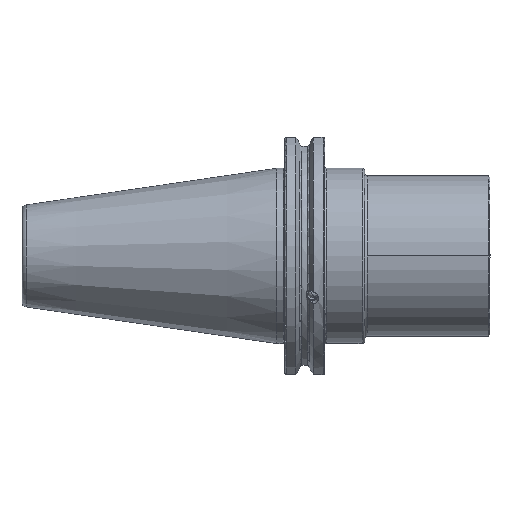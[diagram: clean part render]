
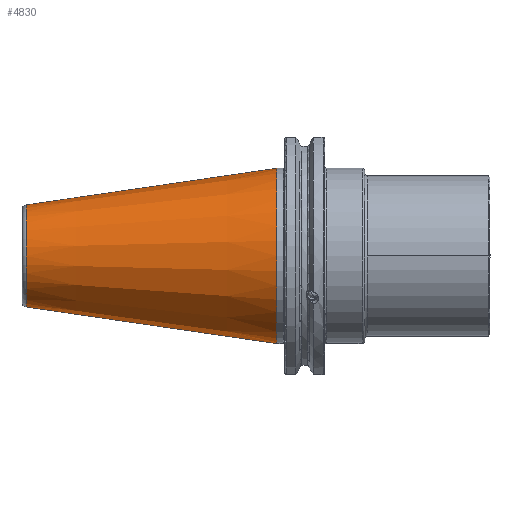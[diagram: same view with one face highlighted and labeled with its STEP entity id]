
A CAD part, front view. The second image highlights one B-rep face of the part: STEP entity #4830.
In plain terms, the highlighted conical face has half-angle 8.297 degrees and reference radius 34.925 mm.
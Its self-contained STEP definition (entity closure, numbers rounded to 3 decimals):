
#473 = CARTESIAN_POINT ( 'NONE',  ( 0., 0., -34.925 ) ) ;
#684 = DIRECTION ( 'NONE',  ( 1., 0., 0. ) ) ;
#702 = CIRCLE ( 'NONE', #5168, 34.925 ) ;
#1072 = CARTESIAN_POINT ( 'NONE',  ( -99.889, 0., 0. ) ) ;
#1367 = CARTESIAN_POINT ( 'NONE',  ( 0., 0., 34.925 ) ) ;
#1873 = LINE ( 'NONE', #3006, #6941 ) ;
#2072 = CARTESIAN_POINT ( 'NONE',  ( 0., 0., 0. ) ) ;
#2157 = CARTESIAN_POINT ( 'NONE',  ( 0., 0., 34.925 ) ) ;
#2178 = ORIENTED_EDGE ( 'NONE', *, *, #6724, .F. ) ;
#2283 = DIRECTION ( 'NONE',  ( 0.99, 0., 0.144 ) ) ;
#2382 = VERTEX_POINT ( 'NONE', #473 ) ;
#2596 = ORIENTED_EDGE ( 'NONE', *, *, #2923, .T. ) ;
#2801 = CARTESIAN_POINT ( 'NONE',  ( -99.889, 0., 20.358 ) ) ;
#2923 = EDGE_CURVE ( 'NONE', #2382, #7087, #702, .T. ) ;
#2957 = LINE ( 'NONE', #2157, #3608 ) ;
#2983 = VERTEX_POINT ( 'NONE', #2801 ) ;
#3006 = CARTESIAN_POINT ( 'NONE',  ( 0., 0., -34.925 ) ) ;
#3213 = DIRECTION ( 'NONE',  ( 0., 0., -1. ) ) ;
#3569 = CARTESIAN_POINT ( 'NONE',  ( -99.889, 0., -20.358 ) ) ;
#3600 = DIRECTION ( 'NONE',  ( 0.99, 0., -0.144 ) ) ;
#3608 = VECTOR ( 'NONE', #2283, 1000. ) ;
#3857 = FACE_OUTER_BOUND ( 'NONE', #6343, .T. ) ;
#4177 = CIRCLE ( 'NONE', #5676, 20.358 ) ;
#4322 = VERTEX_POINT ( 'NONE', #3569 ) ;
#4463 = EDGE_CURVE ( 'NONE', #2983, #7087, #2957, .T. ) ;
#4804 = DIRECTION ( 'NONE',  ( 0., 0., 1. ) ) ;
#4830 = ADVANCED_FACE ( 'NONE', ( #3857 ), #6660, .T. ) ;
#4884 = DIRECTION ( 'NONE',  ( 0., 0., 1. ) ) ;
#5168 = AXIS2_PLACEMENT_3D ( 'NONE', #5566, #6098, #4884 ) ;
#5495 = EDGE_CURVE ( 'NONE', #4322, #2382, #1873, .T. ) ;
#5566 = CARTESIAN_POINT ( 'NONE',  ( 0., 0., 0. ) ) ;
#5676 = AXIS2_PLACEMENT_3D ( 'NONE', #1072, #6178, #4804 ) ;
#6098 = DIRECTION ( 'NONE',  ( -1., 0., 0. ) ) ;
#6178 = DIRECTION ( 'NONE',  ( -1., 0., 0. ) ) ;
#6303 = ORIENTED_EDGE ( 'NONE', *, *, #4463, .F. ) ;
#6343 = EDGE_LOOP ( 'NONE', ( #6303, #2178, #6797, #2596 ) ) ;
#6660 = CONICAL_SURFACE ( 'NONE', #7210, 34.925, 0.145 ) ;
#6724 = EDGE_CURVE ( 'NONE', #4322, #2983, #4177, .T. ) ;
#6797 = ORIENTED_EDGE ( 'NONE', *, *, #5495, .T. ) ;
#6941 = VECTOR ( 'NONE', #3600, 1000. ) ;
#7087 = VERTEX_POINT ( 'NONE', #1367 ) ;
#7210 = AXIS2_PLACEMENT_3D ( 'NONE', #2072, #684, #3213 ) ;
